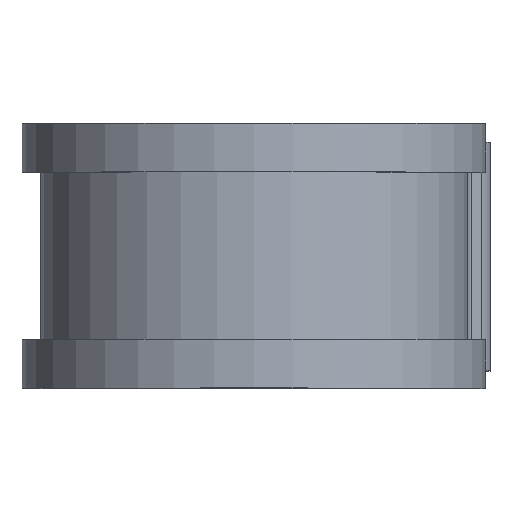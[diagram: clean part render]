
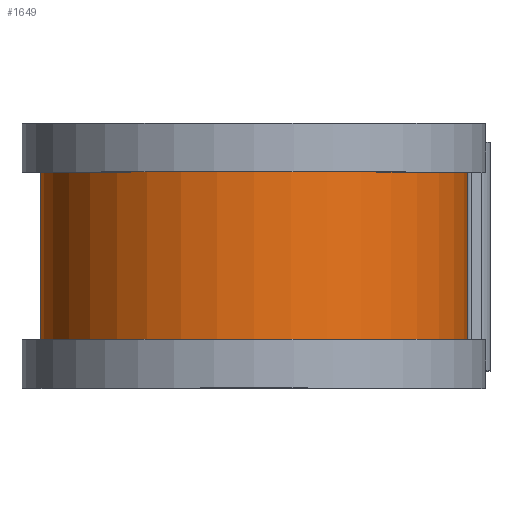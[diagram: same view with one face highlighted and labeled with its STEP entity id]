
A CAD part, top view. The second image highlights one B-rep face of the part: STEP entity #1649.
In plain terms, the highlighted cylindrical face has radius 17.818 mm (diameter 35.636 mm), a partial arc.
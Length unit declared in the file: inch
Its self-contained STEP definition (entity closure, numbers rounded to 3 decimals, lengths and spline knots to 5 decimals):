
#32 = LINE ( 'NONE', #1530, #419 ) ;
#47 = DIRECTION ( 'NONE',  ( 0., -1., 0. ) ) ;
#92 = EDGE_CURVE ( 'NONE', #518, #700, #471, .T. ) ;
#118 = DIRECTION ( 'NONE',  ( 0., 0., -1. ) ) ;
#152 = CARTESIAN_POINT ( 'NONE',  ( 0.7015, -0.275, 0. ) ) ;
#193 = AXIS2_PLACEMENT_3D ( 'NONE', #1200, #988, #118 ) ;
#201 = ORIENTED_EDGE ( 'NONE', *, *, #92, .T. ) ;
#208 = ORIENTED_EDGE ( 'NONE', *, *, #1349, .T. ) ;
#235 = CYLINDRICAL_SURFACE ( 'NONE', #193, 0.7015 ) ;
#266 = EDGE_CURVE ( 'NONE', #741, #700, #818, .T. ) ;
#299 = DIRECTION ( 'NONE',  ( 0., 0., -1. ) ) ;
#355 = VECTOR ( 'NONE', #783, 39.37008 ) ;
#419 = VECTOR ( 'NONE', #47, 39.37008 ) ;
#436 = CARTESIAN_POINT ( 'NONE',  ( 0., -0.275, 0. ) ) ;
#471 = LINE ( 'NONE', #777, #355 ) ;
#480 = DIRECTION ( 'NONE',  ( 0., 0., -1. ) ) ;
#501 = DIRECTION ( 'NONE',  ( 0., -1., 0. ) ) ;
#506 = CARTESIAN_POINT ( 'NONE',  ( 0., 0.275, 0. ) ) ;
#518 = VERTEX_POINT ( 'NONE', #1231 ) ;
#579 = DIRECTION ( 'NONE',  ( 0., -1., 0. ) ) ;
#696 = ORIENTED_EDGE ( 'NONE', *, *, #983, .F. ) ;
#700 = VERTEX_POINT ( 'NONE', #994 ) ;
#741 = VERTEX_POINT ( 'NONE', #152 ) ;
#772 = ORIENTED_EDGE ( 'NONE', *, *, #266, .F. ) ;
#776 = AXIS2_PLACEMENT_3D ( 'NONE', #436, #579, #299 ) ;
#777 = CARTESIAN_POINT ( 'NONE',  ( 0., 0.375, -0.7015 ) ) ;
#783 = DIRECTION ( 'NONE',  ( 0., -1., 0. ) ) ;
#812 = CIRCLE ( 'NONE', #1432, 0.7015 ) ;
#818 = CIRCLE ( 'NONE', #776, 0.7015 ) ;
#881 = VERTEX_POINT ( 'NONE', #1092 ) ;
#983 = EDGE_CURVE ( 'NONE', #881, #741, #32, .T. ) ;
#988 = DIRECTION ( 'NONE',  ( 0., -1., 0. ) ) ;
#994 = CARTESIAN_POINT ( 'NONE',  ( 0., -0.275, -0.7015 ) ) ;
#1092 = CARTESIAN_POINT ( 'NONE',  ( 0.7015, 0.275, 0. ) ) ;
#1200 = CARTESIAN_POINT ( 'NONE',  ( 0., 0.375, 0. ) ) ;
#1231 = CARTESIAN_POINT ( 'NONE',  ( 0., 0.275, -0.7015 ) ) ;
#1280 = FACE_OUTER_BOUND ( 'NONE', #1599, .T. ) ;
#1349 = EDGE_CURVE ( 'NONE', #881, #518, #812, .T. ) ;
#1432 = AXIS2_PLACEMENT_3D ( 'NONE', #506, #501, #480 ) ;
#1530 = CARTESIAN_POINT ( 'NONE',  ( 0.7015, 0.375, 0. ) ) ;
#1599 = EDGE_LOOP ( 'NONE', ( #696, #208, #201, #772 ) ) ;
#1649 = ADVANCED_FACE ( 'NONE', ( #1280 ), #235, .T. ) ;
